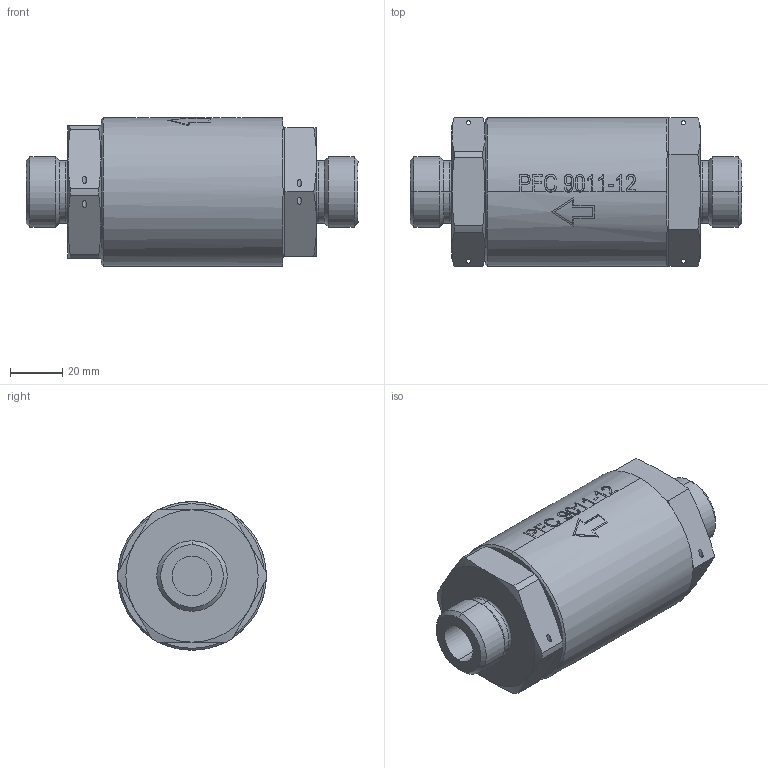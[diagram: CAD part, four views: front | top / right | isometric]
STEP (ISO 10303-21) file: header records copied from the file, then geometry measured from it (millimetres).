
FILE_DESCRIPTION (( 'STEP AP214' ), '1' );
FILE_NAME ('09011012_AS4320(JJ).STEP', '2015-07-01T15:26:36', ( '' ), ( '' ), 'SwSTEP 2.0', 'SolidWorks 2015', '' );
FILE_SCHEMA (( 'AUTOMOTIVE_DESIGN' ));
Length unit declared in the file: millimetre
Products named in the file (3): 090111210_AS4320(BODY); 09011012_AS4320(JJ); 090111212_AS4320(ADAPTER)
Assembly tree (2 placements, depth 2):
  09011012_AS4320(JJ)
    090111212_AS4320(ADAPTER)
    090111210_AS4320(BODY)
Bounding box: 127.56 x 57.14 x 57.1 mm (x, y, z)
Volume: 244768 mm3; surface area: 37688 mm2
Topology: 2 solids, 2 shells, 239 faces, 599 edges, 376 vertices
Faces by surface type: plane 87, cylinder 60, bspline 48, cone 34, torus 10
Entity records: 10241 total; most frequent: CARTESIAN_POINT 4831, ORIENTED_EDGE 1198, DIRECTION 965, EDGE_CURVE 599, VERTEX_POINT 376, AXIS2_PLACEMENT_3D 358, EDGE_LOOP 259, LINE 249
